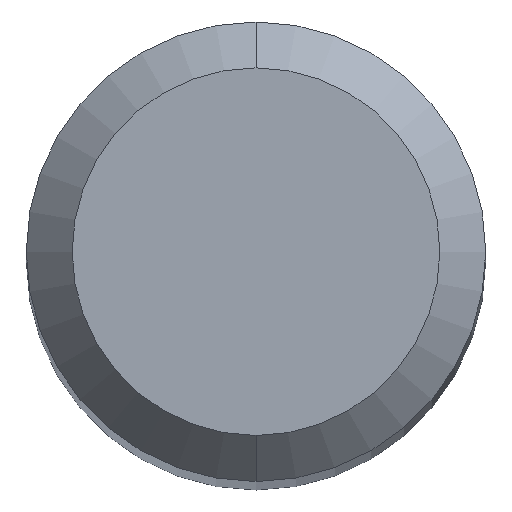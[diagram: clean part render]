
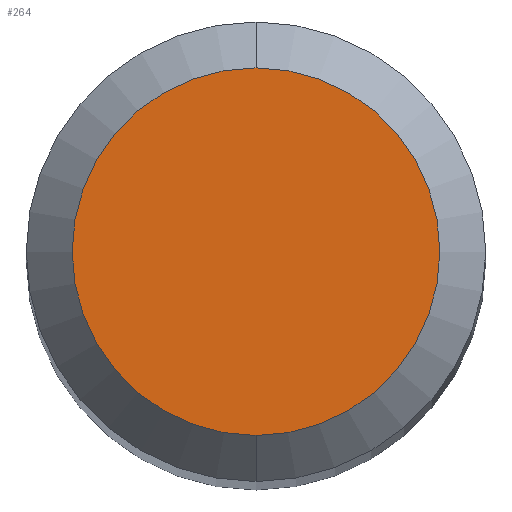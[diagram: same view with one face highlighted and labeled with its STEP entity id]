
A CAD part, top view. The second image highlights one B-rep face of the part: STEP entity #264.
In plain terms, the highlighted planar face has unit normal (0, 0, 1).
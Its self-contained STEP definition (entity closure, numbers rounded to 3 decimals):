
#25 = DIRECTION ( 'NONE',  ( 0., 0., 1. ) ) ;
#47 = AXIS2_PLACEMENT_3D ( 'NONE', #304, #302, #148 ) ;
#56 = EDGE_CURVE ( 'NONE', #229, #343, #87, .T. ) ;
#66 = DIRECTION ( 'NONE',  ( 0., -1., 0. ) ) ;
#87 = CIRCLE ( 'NONE', #201, 1.2 ) ;
#99 = CARTESIAN_POINT ( 'NONE',  ( 0., 1.2, 38. ) ) ;
#101 = ORIENTED_EDGE ( 'NONE', *, *, #56, .T. ) ;
#104 = ORIENTED_EDGE ( 'NONE', *, *, #227, .T. ) ;
#118 = DIRECTION ( 'NONE',  ( 0., 0., 1. ) ) ;
#148 = DIRECTION ( 'NONE',  ( 0., -1., 0. ) ) ;
#170 = CARTESIAN_POINT ( 'NONE',  ( 0., 0., 38. ) ) ;
#197 = PLANE ( 'NONE',  #47 ) ;
#201 = AXIS2_PLACEMENT_3D ( 'NONE', #294, #25, #287 ) ;
#217 = CIRCLE ( 'NONE', #225, 1.2 ) ;
#225 = AXIS2_PLACEMENT_3D ( 'NONE', #170, #118, #66 ) ;
#227 = EDGE_CURVE ( 'NONE', #343, #229, #217, .T. ) ;
#229 = VERTEX_POINT ( 'NONE', #99 ) ;
#242 = CARTESIAN_POINT ( 'NONE',  ( 0., -1.2, 38. ) ) ;
#264 = ADVANCED_FACE ( 'NONE', ( #325 ), #197, .T. ) ;
#287 = DIRECTION ( 'NONE',  ( 0., -1., 0. ) ) ;
#294 = CARTESIAN_POINT ( 'NONE',  ( 0., 0., 38. ) ) ;
#302 = DIRECTION ( 'NONE',  ( 0., 0., 1. ) ) ;
#304 = CARTESIAN_POINT ( 'NONE',  ( 0., 0., 38. ) ) ;
#325 = FACE_OUTER_BOUND ( 'NONE', #333, .T. ) ;
#333 = EDGE_LOOP ( 'NONE', ( #101, #104 ) ) ;
#343 = VERTEX_POINT ( 'NONE', #242 ) ;
